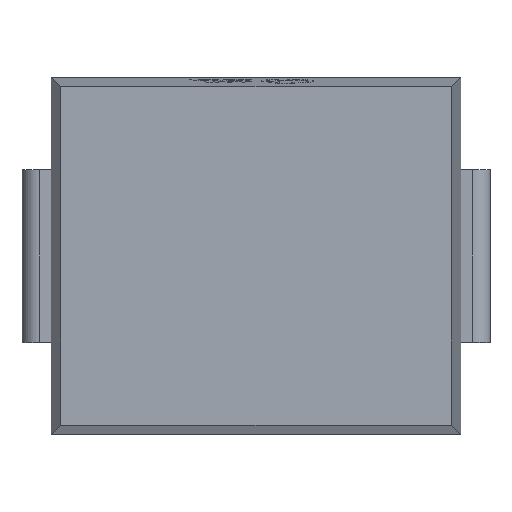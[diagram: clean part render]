
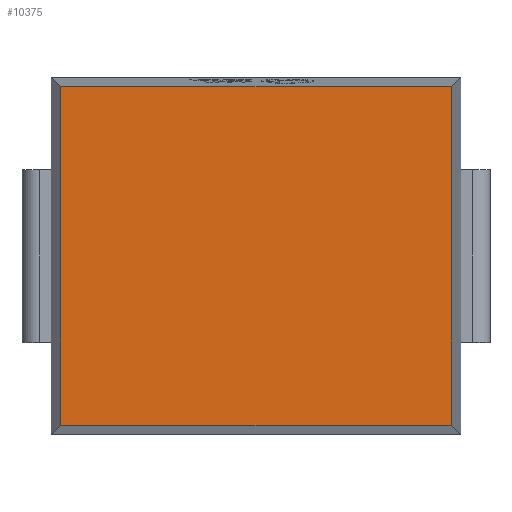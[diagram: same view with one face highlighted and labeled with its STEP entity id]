
A CAD part, top view. The second image highlights one B-rep face of the part: STEP entity #10375.
In plain terms, the highlighted planar face has unit normal (0, 0, 1).
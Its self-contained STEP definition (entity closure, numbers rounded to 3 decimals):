
#311 = LINE ( 'NONE', #2247, #8465 ) ;
#625 = DIRECTION ( 'NONE',  ( 1., 0., 0. ) ) ;
#1046 = EDGE_CURVE ( 'NONE', #12238, #5831, #311, .T. ) ;
#1146 = VECTOR ( 'NONE', #8743, 1000. ) ;
#1151 = LINE ( 'NONE', #10163, #1230 ) ;
#1230 = VECTOR ( 'NONE', #7128, 1000. ) ;
#1502 = CARTESIAN_POINT ( 'NONE',  ( -3.395, -2.94, 1.3 ) ) ;
#2149 = FACE_OUTER_BOUND ( 'NONE', #12036, .T. ) ;
#2247 = CARTESIAN_POINT ( 'NONE',  ( 0., 2.94, 1.3 ) ) ;
#2365 = DIRECTION ( 'NONE',  ( -1., 0., 0. ) ) ;
#2608 = CARTESIAN_POINT ( 'NONE',  ( 0., -2.94, 1.3 ) ) ;
#3309 = DIRECTION ( 'NONE',  ( 0., 0., -1. ) ) ;
#4866 = PLANE ( 'NONE',  #9871 ) ;
#5184 = CARTESIAN_POINT ( 'NONE',  ( 0., 0., 1.3 ) ) ;
#5810 = LINE ( 'NONE', #6852, #1146 ) ;
#5831 = VERTEX_POINT ( 'NONE', #9384 ) ;
#6551 = EDGE_CURVE ( 'NONE', #10018, #12238, #1151, .T. ) ;
#6852 = CARTESIAN_POINT ( 'NONE',  ( -3.395, 0., 1.3 ) ) ;
#6963 = VECTOR ( 'NONE', #625, 1000. ) ;
#7128 = DIRECTION ( 'NONE',  ( 0., 1., 0. ) ) ;
#7817 = LINE ( 'NONE', #2608, #6963 ) ;
#7920 = CARTESIAN_POINT ( 'NONE',  ( 3.395, 2.94, 1.3 ) ) ;
#8465 = VECTOR ( 'NONE', #2365, 1000. ) ;
#8686 = ORIENTED_EDGE ( 'NONE', *, *, #6551, .T. ) ;
#8743 = DIRECTION ( 'NONE',  ( 0., -1., 0. ) ) ;
#8806 = ORIENTED_EDGE ( 'NONE', *, *, #10214, .T. ) ;
#8866 = CARTESIAN_POINT ( 'NONE',  ( 3.395, -2.94, 1.3 ) ) ;
#9384 = CARTESIAN_POINT ( 'NONE',  ( -3.395, 2.94, 1.3 ) ) ;
#9871 = AXIS2_PLACEMENT_3D ( 'NONE', #5184, #3309, #12165 ) ;
#9950 = ORIENTED_EDGE ( 'NONE', *, *, #1046, .T. ) ;
#10018 = VERTEX_POINT ( 'NONE', #8866 ) ;
#10163 = CARTESIAN_POINT ( 'NONE',  ( 3.395, 0., 1.3 ) ) ;
#10214 = EDGE_CURVE ( 'NONE', #12583, #10018, #7817, .T. ) ;
#10375 = ADVANCED_FACE ( 'NONE', ( #2149 ), #4866, .F. ) ;
#10688 = EDGE_CURVE ( 'NONE', #5831, #12583, #5810, .T. ) ;
#11672 = ORIENTED_EDGE ( 'NONE', *, *, #10688, .T. ) ;
#12036 = EDGE_LOOP ( 'NONE', ( #8686, #9950, #11672, #8806 ) ) ;
#12165 = DIRECTION ( 'NONE',  ( -1., 0., 0. ) ) ;
#12238 = VERTEX_POINT ( 'NONE', #7920 ) ;
#12583 = VERTEX_POINT ( 'NONE', #1502 ) ;
